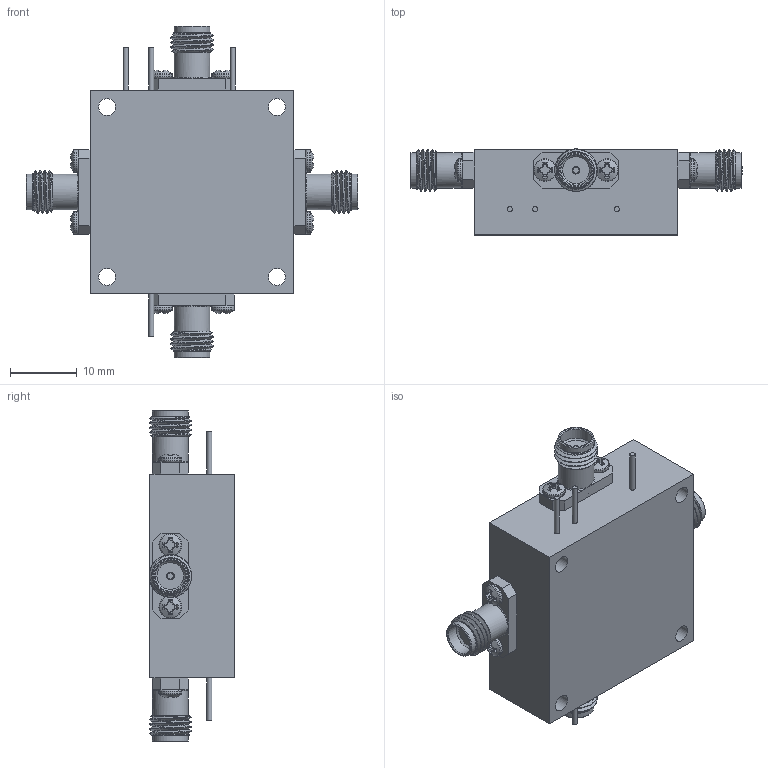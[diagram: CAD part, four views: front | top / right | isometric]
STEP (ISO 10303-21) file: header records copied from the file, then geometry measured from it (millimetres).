
FILE_DESCRIPTION (( 'STEP AP203' ), '1' );
FILE_NAME ('FMSW6288_3D.step', '2021-12-13T17:03:55', ( '' ), ( '' ), 'SwSTEP 2.0', 'SolidWorks 2021', '' );
FILE_SCHEMA (( 'CONFIG_CONTROL_DESIGN' ));
Length unit declared in the file: inch
Products named in the file (1): FMSW6288_3D
Bounding box: 49.63 x 12.83 x 49.63 mm (x, y, z)
Volume: 12657.7 mm3; surface area: 5500.1 mm2
Topology: 1 solids, 17 shells, 875 faces, 2271 edges, 1501 vertices
Faces by surface type: plane 452, cylinder 190, bspline 175, cone 58
Full cylindrical faces by diameter (mm): 0.508 x1, 0.762 x4, 0.914 x4, 1.016 x4, 1.168 x8, 1.27 x4, 1.854 x8, 2.54 x4, 3.393 x8, 4.521 x4, 5.08 x4, 5.334 x8
Entity records: 47195 total; most frequent: CARTESIAN_POINT 28275, ORIENTED_EDGE 4262, DIRECTION 3085, EDGE_CURVE 2131, VERTEX_POINT 1466, LINE 1071, VECTOR 1071, EDGE_LOOP 1067
